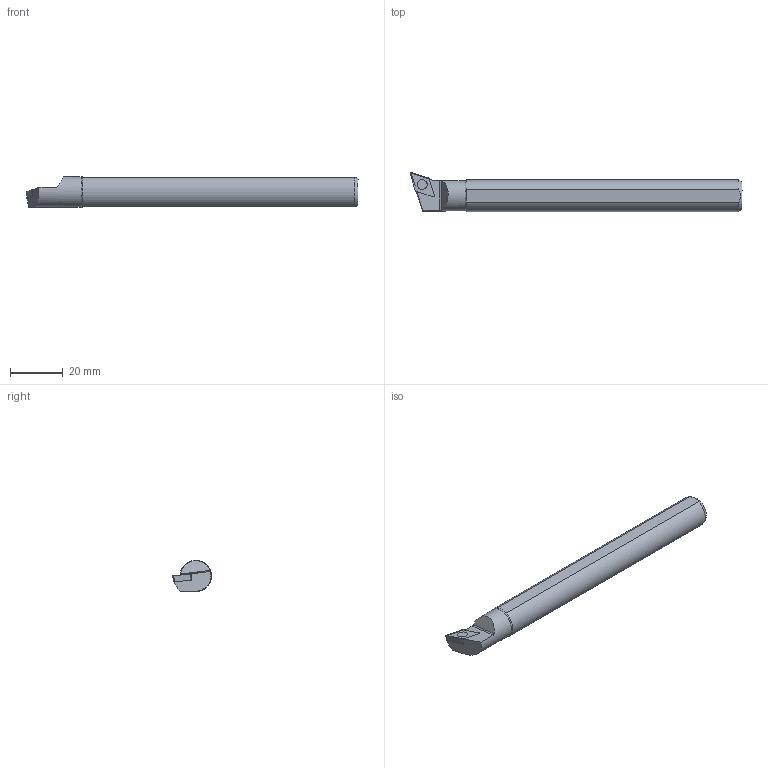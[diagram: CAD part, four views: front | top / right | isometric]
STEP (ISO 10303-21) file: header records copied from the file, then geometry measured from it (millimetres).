
FILE_DESCRIPTION(/* description */ (''),/* implementation_level */ '2;1');
FILE_NAME(/* name */ 'A12KSDQCL07_SIM.stp',/* time_stamp */ '2022-01-12T13:34:12+01:00',/* author */ (''),/* organization */ (''),/* preprocessor_version */ 'ST-DEVELOPER v16.7',/* originating_system */ 'SIEMENS PLM Software NX 12.0',/* authorisation */ '');
FILE_SCHEMA (('AUTOMOTIVE_DESIGN { 1 0 10303 214 3 1 1 1 }'));
Length unit declared in the file: millimetre
Products named in the file (1): model1
Bounding box: 126.29 x 14.86 x 11.96 mm (x, y, z)
Volume: 13207.6 mm3; surface area: 4948.7 mm2
Topology: 2 solids, 2 shells, 30 faces, 71 edges, 45 vertices
Faces by surface type: plane 16, cylinder 6, bspline 4, cone 3, torus 1
Full cylindrical faces by diameter (mm): 2.8 x1, 3.75 x1, 11.6 x1
Entity records: 1117 total; most frequent: CARTESIAN_POINT 487, ORIENTED_EDGE 124, DIRECTION 111, EDGE_CURVE 62, AXIS2_PLACEMENT_3D 44, VERTEX_POINT 42, EDGE_LOOP 38, ADVANCED_FACE 30
